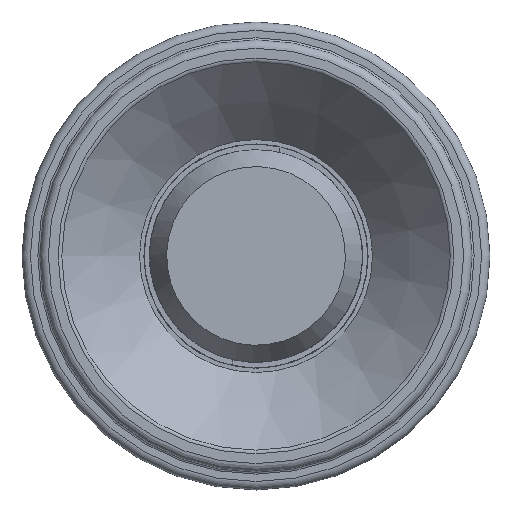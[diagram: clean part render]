
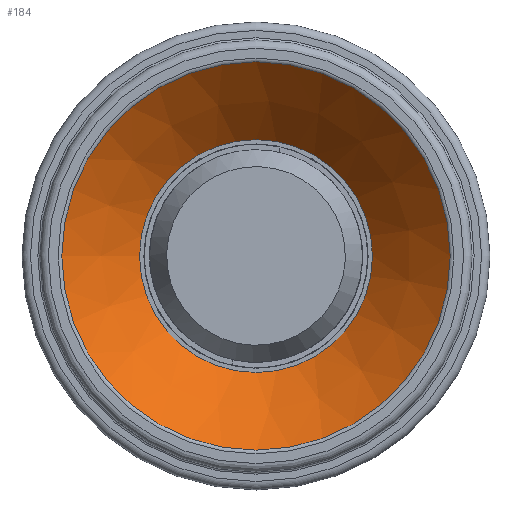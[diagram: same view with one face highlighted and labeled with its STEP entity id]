
A CAD part, top view. The second image highlights one B-rep face of the part: STEP entity #184.
In plain terms, the highlighted conical face has half-angle 43.95 degrees and reference radius 27.627 mm.
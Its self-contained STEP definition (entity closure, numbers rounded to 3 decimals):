
#184=ADVANCED_FACE('',(#275,#276),#277,.F.);
#275=FACE_OUTER_BOUND('',#450,.T.);
#276=FACE_BOUND('',#451,.T.);
#277=CONICAL_SURFACE('',#452,27.627,0.767);
#450=EDGE_LOOP('',(#2634));
#451=EDGE_LOOP('',(#2635));
#452=AXIS2_PLACEMENT_3D('',#2636,#2637,#2638);
#2634=ORIENTED_EDGE('',*,*,#2991,.F.);
#2635=ORIENTED_EDGE('',*,*,#2992,.T.);
#2636=CARTESIAN_POINT('',(0.0,0.0,6.0));
#2637=DIRECTION('',(-0.0,-0.0,1.0));
#2638=DIRECTION('',(1.0,0.0,0.0));
#2991=EDGE_CURVE('',#3116,#3116,#3117,.T.);
#2992=EDGE_CURVE('',#3118,#3118,#3119,.T.);
#3116=VERTEX_POINT('',#3314);
#3117=CIRCLE('',#3315,46.069);
#3118=VERTEX_POINT('',#3316);
#3119=CIRCLE('',#3317,27.627);
#3314=CARTESIAN_POINT('',(-46.069,0.0,25.13));
#3315=AXIS2_PLACEMENT_3D('',#3748,#3749,#3750);
#3316=CARTESIAN_POINT('',(-27.627,0.0,6.0));
#3317=AXIS2_PLACEMENT_3D('',#3751,#3752,#3753);
#3748=CARTESIAN_POINT('',(0.0,0.0,25.13));
#3749=DIRECTION('',(0.0,0.0,-1.0));
#3750=DIRECTION('',(-1.0,0.0,0.0));
#3751=CARTESIAN_POINT('',(0.0,0.0,6.0));
#3752=DIRECTION('',(0.0,0.0,-1.0));
#3753=DIRECTION('',(-1.0,0.0,0.0));
